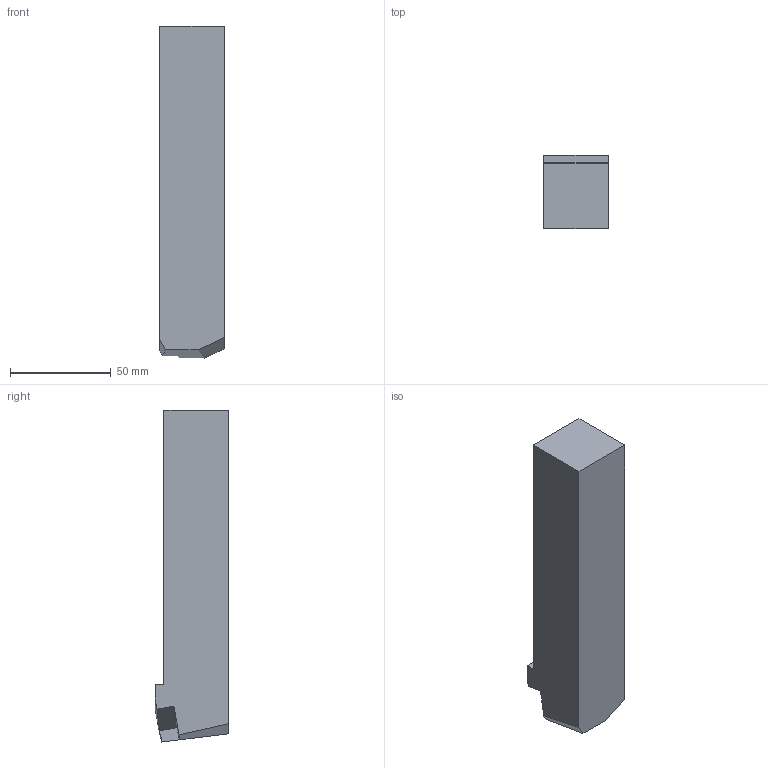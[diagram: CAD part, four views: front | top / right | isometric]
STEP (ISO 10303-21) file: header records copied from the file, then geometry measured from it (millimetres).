
FILE_DESCRIPTION(('CATIA V5 STEP Exchange'),'2;1');
FILE_NAME('3800013.stp','2012-12-02T09:01:16+00:00',('none'),('none'),'CATIA Version 5 Release 21 SP 3 (IN-10)','CATIA V5 STEP AP214','none');
FILE_SCHEMA(('AUTOMOTIVE_DESIGN { 1 0 10303 214 1 1 1 1 }'));
Length unit declared in the file: millimetre
Products named in the file (1): 61081840_0  SER 3232 P22
Bounding box: 32 x 36.2 x 164.47 mm (x, y, z)
Volume: 166429.1 mm3; surface area: 23019.5 mm2
Topology: 1 solids, 1 shells, 15 faces, 42 edges, 29 vertices
Faces by surface type: plane 14, cylinder 1
Entity records: 516 total; most frequent: CARTESIAN_POINT 90, ORIENTED_EDGE 84, DIRECTION 78, EDGE_CURVE 42, VECTOR 40, LINE 40, VERTEX_POINT 29, AXIS2_PLACEMENT_3D 21
